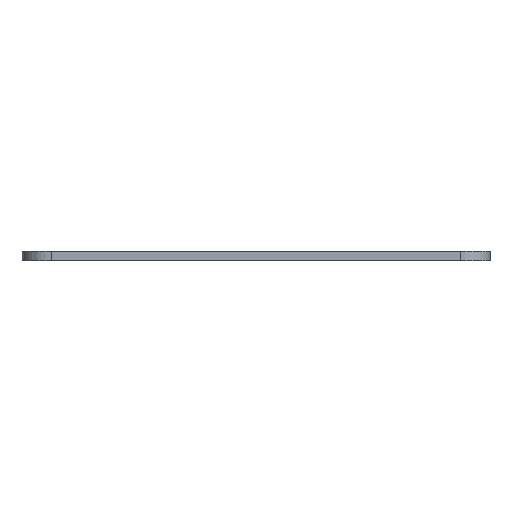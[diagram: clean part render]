
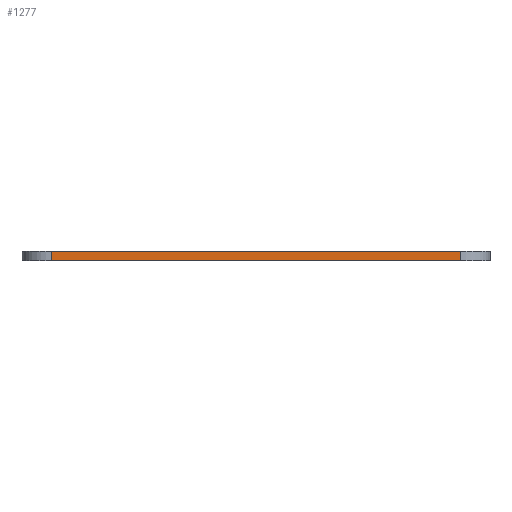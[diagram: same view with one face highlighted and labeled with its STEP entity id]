
A CAD part, left-side view. The second image highlights one B-rep face of the part: STEP entity #1277.
In plain terms, the highlighted planar face has unit normal (-1, 0, 0).
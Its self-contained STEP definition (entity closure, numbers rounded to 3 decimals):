
#11 = EDGE_LOOP ( 'NONE', ( #4548, #3215, #3081, #4227 ) ) ;
#35 = DIRECTION ( 'NONE',  ( 0., 0., -1. ) ) ;
#79 = DIRECTION ( 'NONE',  ( 0., -1., 0. ) ) ;
#376 = LINE ( 'NONE', #970, #4000 ) ;
#475 = DIRECTION ( 'NONE',  ( 0., -1., 0. ) ) ;
#693 = CARTESIAN_POINT ( 'NONE',  ( -70., -70., -3.2 ) ) ;
#747 = DIRECTION ( 'NONE',  ( 0., 0., 1. ) ) ;
#839 = CARTESIAN_POINT ( 'NONE',  ( -70., 80., -3.2 ) ) ;
#970 = CARTESIAN_POINT ( 'NONE',  ( -70., -70., -3.2 ) ) ;
#995 = VERTEX_POINT ( 'NONE', #3750 ) ;
#1101 = VECTOR ( 'NONE', #79, 1000. ) ;
#1180 = VERTEX_POINT ( 'NONE', #3492 ) ;
#1277 = ADVANCED_FACE ( 'NONE', ( #1658 ), #2500, .T. ) ;
#1409 = CARTESIAN_POINT ( 'NONE',  ( -70., -70., 0. ) ) ;
#1484 = CARTESIAN_POINT ( 'NONE',  ( -70., 80., 0. ) ) ;
#1658 = FACE_OUTER_BOUND ( 'NONE', #11, .T. ) ;
#1828 = LINE ( 'NONE', #1484, #1101 ) ;
#1915 = VERTEX_POINT ( 'NONE', #1409 ) ;
#1937 = EDGE_CURVE ( 'NONE', #995, #1180, #4142, .T. ) ;
#2158 = CARTESIAN_POINT ( 'NONE',  ( -70., 80., -3.2 ) ) ;
#2264 = EDGE_CURVE ( 'NONE', #995, #1915, #1828, .T. ) ;
#2500 = PLANE ( 'NONE',  #4390 ) ;
#2617 = LINE ( 'NONE', #839, #4365 ) ;
#2663 = EDGE_CURVE ( 'NONE', #3475, #1915, #376, .T. ) ;
#2731 = DIRECTION ( 'NONE',  ( 0., 0., 1. ) ) ;
#2838 = CARTESIAN_POINT ( 'NONE',  ( -70., 70., -3.2 ) ) ;
#2856 = DIRECTION ( 'NONE',  ( -1., 0., 0. ) ) ;
#3081 = ORIENTED_EDGE ( 'NONE', *, *, #2264, .F. ) ;
#3210 = VECTOR ( 'NONE', #35, 1000. ) ;
#3215 = ORIENTED_EDGE ( 'NONE', *, *, #2663, .T. ) ;
#3227 = EDGE_CURVE ( 'NONE', #1180, #3475, #2617, .T. ) ;
#3475 = VERTEX_POINT ( 'NONE', #693 ) ;
#3492 = CARTESIAN_POINT ( 'NONE',  ( -70., 70., -3.2 ) ) ;
#3750 = CARTESIAN_POINT ( 'NONE',  ( -70., 70., 0. ) ) ;
#4000 = VECTOR ( 'NONE', #2731, 1000. ) ;
#4142 = LINE ( 'NONE', #2838, #3210 ) ;
#4227 = ORIENTED_EDGE ( 'NONE', *, *, #1937, .T. ) ;
#4365 = VECTOR ( 'NONE', #475, 1000. ) ;
#4390 = AXIS2_PLACEMENT_3D ( 'NONE', #2158, #2856, #747 ) ;
#4548 = ORIENTED_EDGE ( 'NONE', *, *, #3227, .T. ) ;
